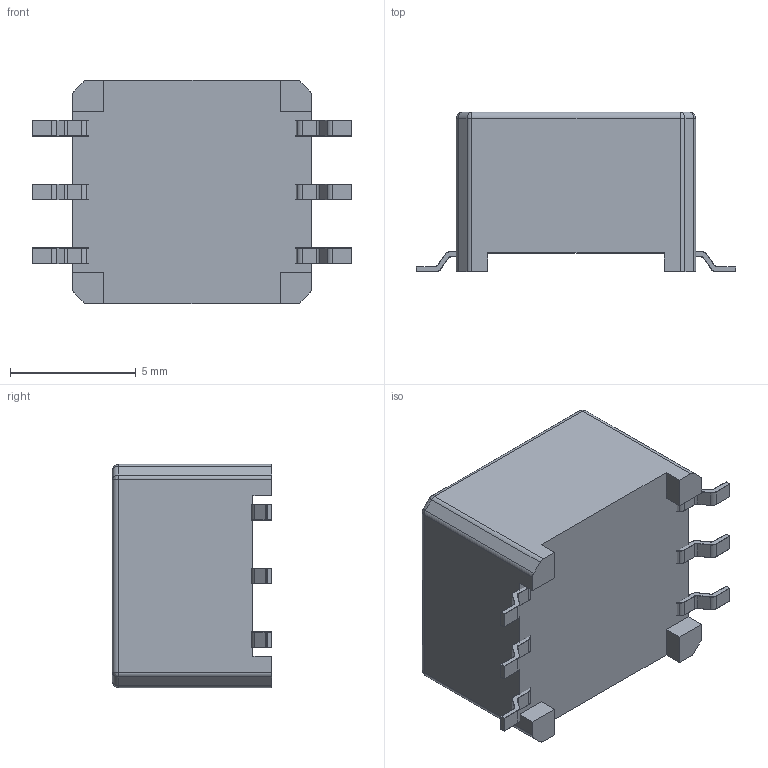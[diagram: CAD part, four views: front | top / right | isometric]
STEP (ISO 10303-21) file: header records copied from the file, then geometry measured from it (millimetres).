
FILE_DESCRIPTION (( 'STEP AP214' ), '1' );
FILE_NAME ('User Library-78253MVC_SMD.STEP', '2013-04-17T05:52:42', ( 'Windows User' ), ( '' ), 'SwSTEP 2.0', 'SolidWorks 2013', '' );
FILE_SCHEMA (( 'AUTOMOTIVE_DESIGN' ));
Length unit declared in the file: centimetre
Products named in the file (4): User Library-78253MVC_SMD; User Library-78253MVC_SMD_K_X_F6rper_78253MVC_SMD_2; User Library-78253MVC_SMD_PIN_78250_SMD_2; User Library-78253MVC_SMD_Beschriftung_78253MVC_SMD_2
Assembly tree (8 placements, depth 2):
  User Library-78253MVC_SMD
    User Library-78253MVC_SMD_Beschriftung_78253MVC_SMD_2
    User Library-78253MVC_SMD_PIN_78250_SMD_2  x6
    User Library-78253MVC_SMD_K_X_F6rper_78253MVC_SMD_2
Bounding box: 12.7 x 6.35 x 8.89 mm (x, y, z)
Volume: 477.2 mm3; surface area: 494.1 mm2
Topology: 8 solids, 8 shells, 955 faces, 2509 edges, 1566 vertices
Faces by surface type: plane 405, bspline 350, cylinder 200
Entity records: 29532 total; most frequent: CARTESIAN_POINT 6413, ORIENTED_EDGE 3742, DIRECTION 2305, EDGE_CURVE 1871, LINE 1245, VECTOR 1245, VERTEX_POINT 1226, EDGE_LOOP 711
